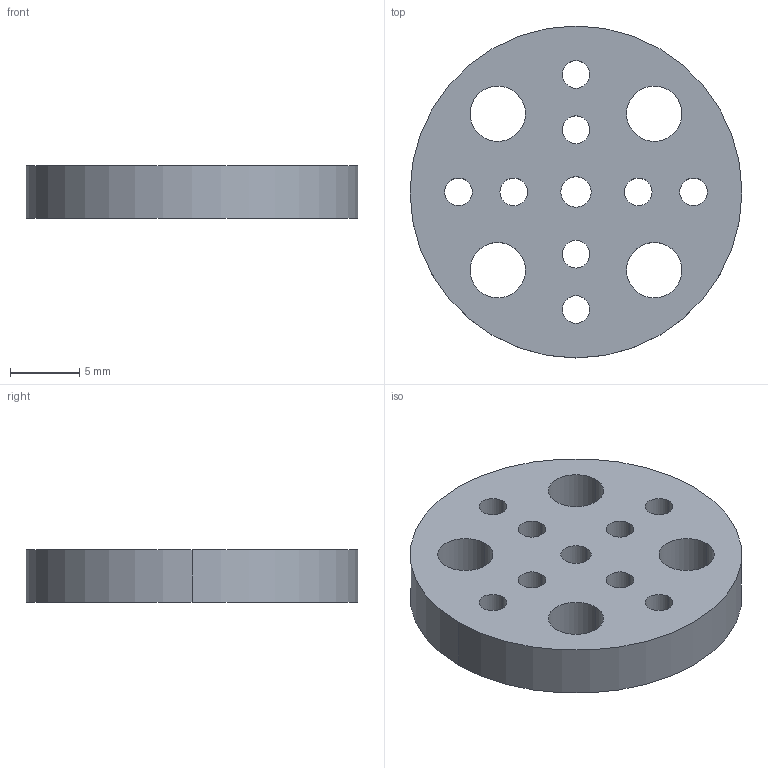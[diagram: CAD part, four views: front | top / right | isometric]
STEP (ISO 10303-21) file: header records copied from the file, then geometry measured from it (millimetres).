
FILE_DESCRIPTION (( 'STEP AP214' ), '1' );
FILE_NAME ('9g Micro Servo Hub嗆儂換雄攫.step', '2016-10-28T07:03:47', ( 'dell' ), ( '' ), 'SwSTEP 2.0', 'SolidWorks 2013', '' );
FILE_SCHEMA (( 'AUTOMOTIVE_DESIGN' ));
Length unit declared in the file: millimetre
Products named in the file (1): 9g Micro Servo Hub嗆儂換雄攫
Bounding box: 24 x 24 x 3.8 mm (x, y, z)
Volume: 1418.1 mm3; surface area: 1441.2 mm2
Topology: 1 solids, 1 shells, 30 faces, 84 edges, 56 vertices
Faces by surface type: cylinder 28, plane 2
Entity records: 1090 total; most frequent: DIRECTION 202, CARTESIAN_POINT 171, ORIENTED_EDGE 168, AXIS2_PLACEMENT_3D 87, EDGE_CURVE 84, EDGE_LOOP 56, VERTEX_POINT 56, CIRCLE 56
